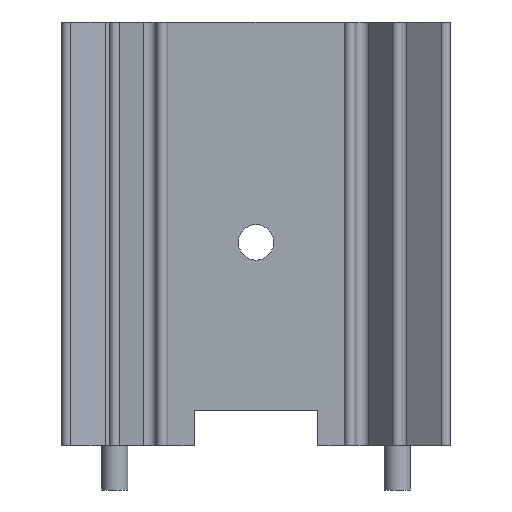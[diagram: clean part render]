
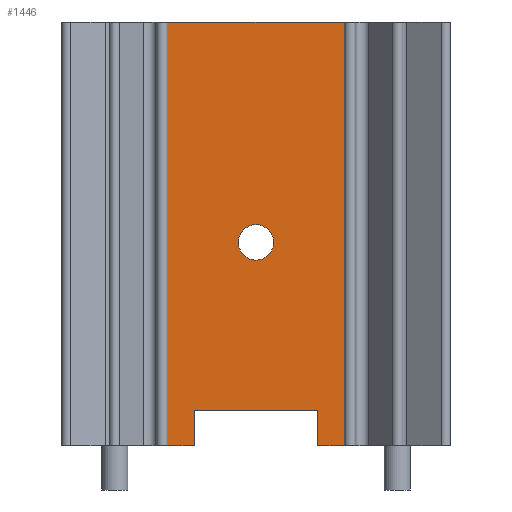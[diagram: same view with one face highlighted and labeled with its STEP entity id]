
A CAD part, front view. The second image highlights one B-rep face of the part: STEP entity #1446.
In plain terms, the highlighted planar face has unit normal (0, -1, 0).
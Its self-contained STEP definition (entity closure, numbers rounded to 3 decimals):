
#20=FACE_BOUND('',#195,.T.);
#46=PLANE('',#1591);
#116=FACE_OUTER_BOUND('',#194,.T.);
#194=EDGE_LOOP('',(#1175,#1176,#1177,#1178,#1179,#1180,#1181,#1182));
#195=EDGE_LOOP('',(#1183));
#245=LINE('',#2177,#392);
#327=LINE('',#2389,#474);
#329=LINE('',#2393,#476);
#330=LINE('',#2395,#477);
#331=LINE('',#2397,#478);
#332=LINE('',#2399,#479);
#333=LINE('',#2401,#480);
#334=LINE('',#2402,#481);
#392=VECTOR('',#1731,1000.);
#474=VECTOR('',#1945,1000.);
#476=VECTOR('',#1949,1000.);
#477=VECTOR('',#1950,1000.);
#478=VECTOR('',#1951,1000.);
#479=VECTOR('',#1952,1000.);
#480=VECTOR('',#1953,1000.);
#481=VECTOR('',#1954,1000.);
#516=CIRCLE('',#1490,1.59);
#582=VERTEX_POINT('',#2070);
#627=VERTEX_POINT('',#2173);
#629=VERTEX_POINT('',#2176);
#693=VERTEX_POINT('',#2388);
#694=VERTEX_POINT('',#2392);
#695=VERTEX_POINT('',#2394);
#696=VERTEX_POINT('',#2396);
#697=VERTEX_POINT('',#2398);
#698=VERTEX_POINT('',#2400);
#725=EDGE_CURVE('',#582,#582,#516,.T.);
#771=EDGE_CURVE('',#627,#629,#245,.T.);
#881=EDGE_CURVE('',#693,#629,#327,.T.);
#883=EDGE_CURVE('',#694,#627,#329,.T.);
#884=EDGE_CURVE('',#695,#694,#330,.T.);
#885=EDGE_CURVE('',#696,#695,#331,.T.);
#886=EDGE_CURVE('',#697,#696,#332,.T.);
#887=EDGE_CURVE('',#698,#697,#333,.T.);
#888=EDGE_CURVE('',#698,#693,#334,.T.);
#1175=ORIENTED_EDGE('',*,*,#883,.F.);
#1176=ORIENTED_EDGE('',*,*,#884,.F.);
#1177=ORIENTED_EDGE('',*,*,#885,.F.);
#1178=ORIENTED_EDGE('',*,*,#886,.F.);
#1179=ORIENTED_EDGE('',*,*,#887,.F.);
#1180=ORIENTED_EDGE('',*,*,#888,.T.);
#1181=ORIENTED_EDGE('',*,*,#881,.T.);
#1182=ORIENTED_EDGE('',*,*,#771,.F.);
#1183=ORIENTED_EDGE('',*,*,#725,.F.);
#1446=ADVANCED_FACE('',(#116,#20),#46,.T.);
#1490=AXIS2_PLACEMENT_3D('',#2072,#1638,#1639);
#1591=AXIS2_PLACEMENT_3D('',#2391,#1947,#1948);
#1638=DIRECTION('center_axis',(0.,-1.,0.));
#1639=DIRECTION('ref_axis',(0.,0.,-1.));
#1731=DIRECTION('',(-1.,0.,0.));
#1945=DIRECTION('',(0.,0.,-1.));
#1947=DIRECTION('center_axis',(0.,-1.,0.));
#1948=DIRECTION('ref_axis',(0.,0.,-1.));
#1949=DIRECTION('',(0.,0.,-1.));
#1950=DIRECTION('',(-1.,0.,0.));
#1951=DIRECTION('',(0.,0.,1.));
#1952=DIRECTION('',(-1.,0.,0.));
#1953=DIRECTION('',(0.,0.,-1.));
#1954=DIRECTION('',(-1.,0.,0.));
#2070=CARTESIAN_POINT('',(0.,-0.787,19.88));
#2072=CARTESIAN_POINT('Origin',(0.,-0.787,18.29));
#2173=CARTESIAN_POINT('',(-5.55,-0.787,0.));
#2176=CARTESIAN_POINT('',(-7.938,-0.787,0.));
#2177=CARTESIAN_POINT('',(7.938,-0.787,0.));
#2388=CARTESIAN_POINT('',(-7.938,-0.787,38.1));
#2389=CARTESIAN_POINT('',(-7.938,-0.787,38.1));
#2391=CARTESIAN_POINT('Origin',(7.938,-0.787,38.1));
#2392=CARTESIAN_POINT('',(-5.55,-0.787,3.175));
#2393=CARTESIAN_POINT('',(-5.55,-0.787,3.175));
#2394=CARTESIAN_POINT('',(5.55,-0.787,3.175));
#2395=CARTESIAN_POINT('',(5.55,-0.787,3.175));
#2396=CARTESIAN_POINT('',(5.55,-0.787,0.));
#2397=CARTESIAN_POINT('',(5.55,-0.787,3.175));
#2398=CARTESIAN_POINT('',(7.938,-0.787,0.));
#2399=CARTESIAN_POINT('',(7.938,-0.787,0.));
#2400=CARTESIAN_POINT('',(7.938,-0.787,38.1));
#2401=CARTESIAN_POINT('',(7.938,-0.787,38.1));
#2402=CARTESIAN_POINT('',(7.938,-0.787,38.1));
